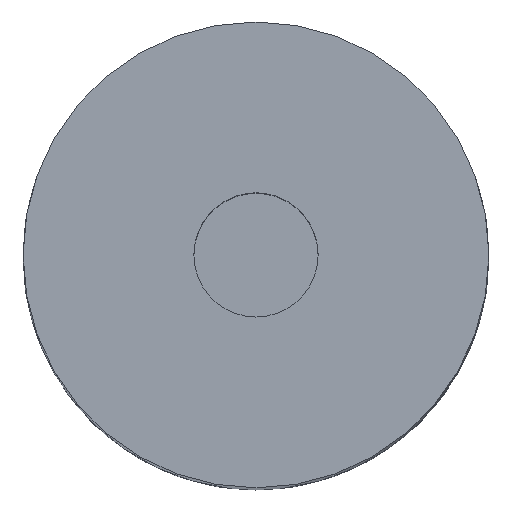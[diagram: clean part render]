
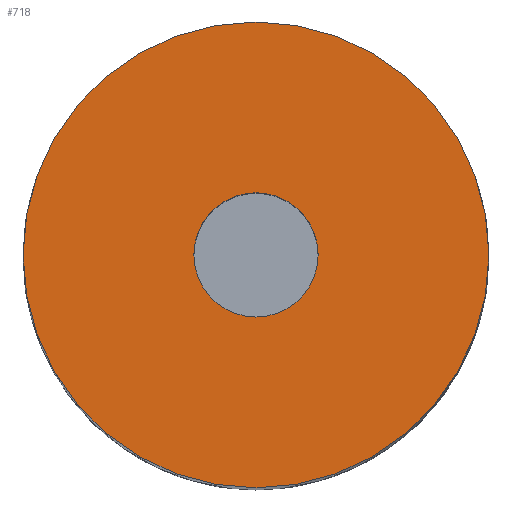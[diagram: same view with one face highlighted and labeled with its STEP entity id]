
A CAD part, top view. The second image highlights one B-rep face of the part: STEP entity #718.
In plain terms, the highlighted planar face has unit normal (0, 0, 1).
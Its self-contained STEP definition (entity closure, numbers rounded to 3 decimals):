
#4 = CIRCLE ( 'NONE', #875, 8. ) ;
#12 = EDGE_LOOP ( 'NONE', ( #158, #47 ) ) ;
#47 = ORIENTED_EDGE ( 'NONE', *, *, #696, .F. ) ;
#51 = VERTEX_POINT ( 'NONE', #153 ) ;
#78 = CIRCLE ( 'NONE', #613, 30. ) ;
#123 = CARTESIAN_POINT ( 'NONE',  ( -30., 0., 160. ) ) ;
#136 = DIRECTION ( 'NONE',  ( -1., 0., 0. ) ) ;
#153 = CARTESIAN_POINT ( 'NONE',  ( 30., 0., 160. ) ) ;
#158 = ORIENTED_EDGE ( 'NONE', *, *, #893, .F. ) ;
#171 = CARTESIAN_POINT ( 'NONE',  ( 0., 0., 160. ) ) ;
#198 = DIRECTION ( 'NONE',  ( 0., 0., 1. ) ) ;
#229 = EDGE_CURVE ( 'NONE', #51, #634, #284, .T. ) ;
#243 = VERTEX_POINT ( 'NONE', #565 ) ;
#278 = DIRECTION ( 'NONE',  ( 1., 0., 0. ) ) ;
#284 = CIRCLE ( 'NONE', #923, 30. ) ;
#329 = ORIENTED_EDGE ( 'NONE', *, *, #229, .T. ) ;
#347 = CARTESIAN_POINT ( 'NONE',  ( 8., 0., 160. ) ) ;
#362 = DIRECTION ( 'NONE',  ( 0., 0., 1. ) ) ;
#422 = DIRECTION ( 'NONE',  ( 0., 0., -1. ) ) ;
#424 = CARTESIAN_POINT ( 'NONE',  ( 0., 0., 160. ) ) ;
#432 = FACE_BOUND ( 'NONE', #12, .T. ) ;
#437 = ORIENTED_EDGE ( 'NONE', *, *, #596, .T. ) ;
#442 = CIRCLE ( 'NONE', #852, 8. ) ;
#468 = DIRECTION ( 'NONE',  ( 0., 0., 1. ) ) ;
#493 = PLANE ( 'NONE',  #687 ) ;
#558 = CARTESIAN_POINT ( 'NONE',  ( 0., 0., 160. ) ) ;
#565 = CARTESIAN_POINT ( 'NONE',  ( -8., 0., 160. ) ) ;
#596 = EDGE_CURVE ( 'NONE', #634, #51, #78, .T. ) ;
#601 = VERTEX_POINT ( 'NONE', #347 ) ;
#613 = AXIS2_PLACEMENT_3D ( 'NONE', #171, #468, #742 ) ;
#621 = DIRECTION ( 'NONE',  ( 0., 0., 1. ) ) ;
#634 = VERTEX_POINT ( 'NONE', #123 ) ;
#687 = AXIS2_PLACEMENT_3D ( 'NONE', #766, #422, #136 ) ;
#696 = EDGE_CURVE ( 'NONE', #243, #601, #4, .T. ) ;
#718 = ADVANCED_FACE ( 'NONE', ( #432, #920 ), #493, .F. ) ;
#742 = DIRECTION ( 'NONE',  ( 1., 0., 0. ) ) ;
#766 = CARTESIAN_POINT ( 'NONE',  ( 30., 0., 160. ) ) ;
#782 = EDGE_LOOP ( 'NONE', ( #329, #437 ) ) ;
#852 = AXIS2_PLACEMENT_3D ( 'NONE', #916, #362, #278 ) ;
#875 = AXIS2_PLACEMENT_3D ( 'NONE', #424, #621, #901 ) ;
#893 = EDGE_CURVE ( 'NONE', #601, #243, #442, .T. ) ;
#901 = DIRECTION ( 'NONE',  ( 1., 0., 0. ) ) ;
#913 = DIRECTION ( 'NONE',  ( 1., 0., 0. ) ) ;
#916 = CARTESIAN_POINT ( 'NONE',  ( 0., 0., 160. ) ) ;
#920 = FACE_OUTER_BOUND ( 'NONE', #782, .T. ) ;
#923 = AXIS2_PLACEMENT_3D ( 'NONE', #558, #198, #913 ) ;
